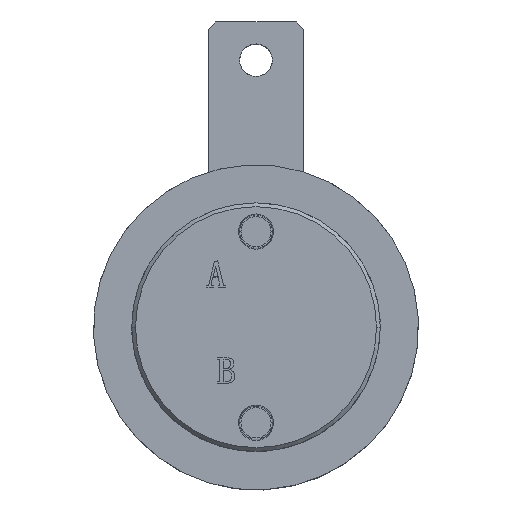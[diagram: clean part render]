
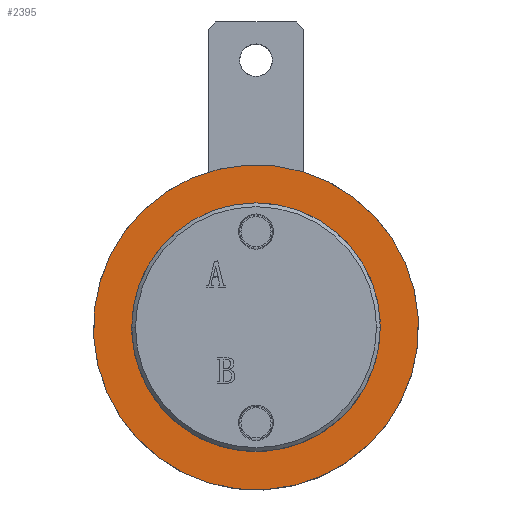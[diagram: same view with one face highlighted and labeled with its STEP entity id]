
A CAD part, top view. The second image highlights one B-rep face of the part: STEP entity #2395.
In plain terms, the highlighted face is planar.
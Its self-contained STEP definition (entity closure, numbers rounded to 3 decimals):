
#685 = FACE_BOUND ( 'NONE', #3572, .T. ) ;
#688 = FACE_OUTER_BOUND ( 'NONE', #3675, .T. ) ;
#701 = CIRCLE ( 'NONE', #2166, 32.5 ) ;
#702 = CIRCLE ( 'NONE', #2167, 42.5 ) ;
#708 = CIRCLE ( 'NONE', #2170, 42.5 ) ;
#713 = CIRCLE ( 'NONE', #2171, 32.5 ) ;
#1485 = CARTESIAN_POINT ( 'NONE',  ( -42.5, 0., 0. ) ) ;
#1644 = EDGE_CURVE ( 'NONE', #4554, #4528, #713, .T. ) ;
#1647 = EDGE_CURVE ( 'NONE', #4644, #4497, #708, .T. ) ;
#1651 = EDGE_CURVE ( 'NONE', #4497, #4644, #702, .T. ) ;
#1652 = EDGE_CURVE ( 'NONE', #4528, #4554, #701, .T. ) ;
#1802 = ORIENTED_EDGE ( 'NONE', *, *, #1651, .F. ) ;
#1956 = ORIENTED_EDGE ( 'NONE', *, *, #1647, .F. ) ;
#1958 = ORIENTED_EDGE ( 'NONE', *, *, #1644, .T. ) ;
#1959 = ORIENTED_EDGE ( 'NONE', *, *, #1652, .T. ) ;
#2154 = AXIS2_PLACEMENT_3D ( 'NONE', #3177, #3336, #3335 ) ;
#2166 = AXIS2_PLACEMENT_3D ( 'NONE', #3324, #3322, #3319 ) ;
#2167 = AXIS2_PLACEMENT_3D ( 'NONE', #3342, #3337, #3333 ) ;
#2170 = AXIS2_PLACEMENT_3D ( 'NONE', #5231, #5230, #5229 ) ;
#2171 = AXIS2_PLACEMENT_3D ( 'NONE', #5245, #5244, #5243 ) ;
#2395 = ADVANCED_FACE ( 'NONE', ( #688, #685 ), #3339, .F. ) ;
#3139 = CARTESIAN_POINT ( 'NONE',  ( 42.5, 0., 0. ) ) ;
#3146 = CARTESIAN_POINT ( 'NONE',  ( -32.5, 0., 0. ) ) ;
#3151 = CARTESIAN_POINT ( 'NONE',  ( 32.5, 0., 0. ) ) ;
#3177 = CARTESIAN_POINT ( 'NONE',  ( 0., 0., 0. ) ) ;
#3319 = DIRECTION ( 'NONE',  ( 1., 0., 0. ) ) ;
#3322 = DIRECTION ( 'NONE',  ( 0., 0., 1. ) ) ;
#3324 = CARTESIAN_POINT ( 'NONE',  ( 0., 0., 0. ) ) ;
#3333 = DIRECTION ( 'NONE',  ( 1., 0., 0. ) ) ;
#3335 = DIRECTION ( 'NONE',  ( 1., 0., 0. ) ) ;
#3336 = DIRECTION ( 'NONE',  ( 0., 0., 1. ) ) ;
#3337 = DIRECTION ( 'NONE',  ( 0., 0., 1. ) ) ;
#3339 = PLANE ( 'NONE',  #2154 ) ;
#3342 = CARTESIAN_POINT ( 'NONE',  ( 0., 0., 0. ) ) ;
#3572 = EDGE_LOOP ( 'NONE', ( #1958, #1959 ) ) ;
#3675 = EDGE_LOOP ( 'NONE', ( #1802, #1956 ) ) ;
#4497 = VERTEX_POINT ( 'NONE', #1485 ) ;
#4528 = VERTEX_POINT ( 'NONE', #3151 ) ;
#4554 = VERTEX_POINT ( 'NONE', #3146 ) ;
#4644 = VERTEX_POINT ( 'NONE', #3139 ) ;
#5229 = DIRECTION ( 'NONE',  ( 1., 0., 0. ) ) ;
#5230 = DIRECTION ( 'NONE',  ( 0., 0., 1. ) ) ;
#5231 = CARTESIAN_POINT ( 'NONE',  ( 0., 0., 0. ) ) ;
#5243 = DIRECTION ( 'NONE',  ( 1., 0., 0. ) ) ;
#5244 = DIRECTION ( 'NONE',  ( 0., 0., 1. ) ) ;
#5245 = CARTESIAN_POINT ( 'NONE',  ( 0., 0., 0. ) ) ;
